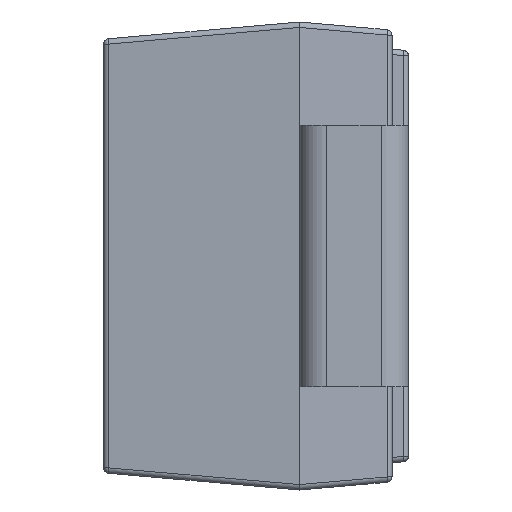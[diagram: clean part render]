
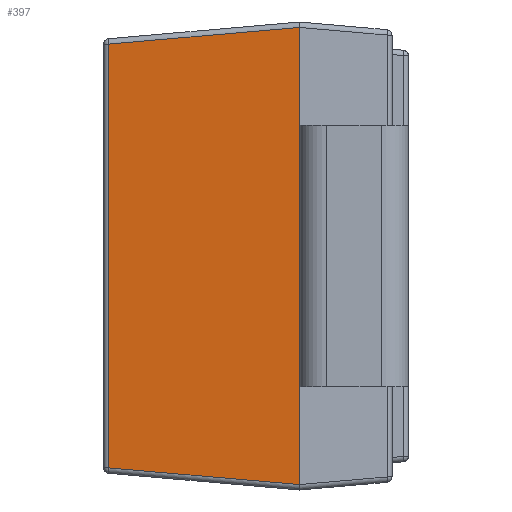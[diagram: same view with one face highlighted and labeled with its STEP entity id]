
A CAD part, left-side view. The second image highlights one B-rep face of the part: STEP entity #397.
In plain terms, the highlighted planar face has unit normal (-0.996, 0.087, 0).
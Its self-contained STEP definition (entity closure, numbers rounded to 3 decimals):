
#17 = AXIS2_PLACEMENT_3D ( 'NONE', #2417, #1484, #342 ) ;
#168 = EDGE_CURVE ( 'NONE', #303, #440, #540, .T. ) ;
#297 = VECTOR ( 'NONE', #1877, 1000. ) ;
#302 = CARTESIAN_POINT ( 'NONE',  ( -3.65, 0.996, -2.101 ) ) ;
#303 = VERTEX_POINT ( 'NONE', #502 ) ;
#342 = DIRECTION ( 'NONE',  ( -0.087, -0.996, 0. ) ) ;
#397 = ADVANCED_FACE ( 'NONE', ( #2021 ), #1104, .T. ) ;
#440 = VERTEX_POINT ( 'NONE', #542 ) ;
#502 = CARTESIAN_POINT ( 'NONE',  ( -3.65, 1., -2.1 ) ) ;
#540 = LINE ( 'NONE', #1601, #1002 ) ;
#542 = CARTESIAN_POINT ( 'NONE',  ( -3.65, 1., 2.1 ) ) ;
#610 = CARTESIAN_POINT ( 'NONE',  ( -3.497, 2.754, -1.993 ) ) ;
#708 = VECTOR ( 'NONE', #1379, 1000. ) ;
#759 = ORIENTED_EDGE ( 'NONE', *, *, #1990, .T. ) ;
#798 = EDGE_CURVE ( 'NONE', #1258, #303, #1106, .T. ) ;
#1002 = VECTOR ( 'NONE', #1610, 1000. ) ;
#1104 = PLANE ( 'NONE',  #17 ) ;
#1106 = LINE ( 'NONE', #302, #1922 ) ;
#1258 = VERTEX_POINT ( 'NONE', #1417 ) ;
#1259 = VERTEX_POINT ( 'NONE', #2394 ) ;
#1313 = LINE ( 'NONE', #610, #297 ) ;
#1379 = DIRECTION ( 'NONE',  ( 0.087, 0.992, -0.087 ) ) ;
#1417 = CARTESIAN_POINT ( 'NONE',  ( -3.497, 2.754, -1.947 ) ) ;
#1484 = DIRECTION ( 'NONE',  ( -0.996, 0.087, 0. ) ) ;
#1601 = CARTESIAN_POINT ( 'NONE',  ( -3.65, 1., -2.15 ) ) ;
#1610 = DIRECTION ( 'NONE',  ( 0., 0., 1. ) ) ;
#1723 = LINE ( 'NONE', #1957, #708 ) ;
#1769 = ORIENTED_EDGE ( 'NONE', *, *, #1942, .T. ) ;
#1829 = ORIENTED_EDGE ( 'NONE', *, *, #168, .T. ) ;
#1830 = DIRECTION ( 'NONE',  ( -0.087, -0.992, -0.087 ) ) ;
#1877 = DIRECTION ( 'NONE',  ( 0., 0., -1. ) ) ;
#1922 = VECTOR ( 'NONE', #1830, 1000. ) ;
#1942 = EDGE_CURVE ( 'NONE', #1259, #1258, #1313, .T. ) ;
#1957 = CARTESIAN_POINT ( 'NONE',  ( -3.618, 1.366, 2.068 ) ) ;
#1990 = EDGE_CURVE ( 'NONE', #440, #1259, #1723, .T. ) ;
#2021 = FACE_OUTER_BOUND ( 'NONE', #2314, .T. ) ;
#2314 = EDGE_LOOP ( 'NONE', ( #1769, #2442, #1829, #759 ) ) ;
#2394 = CARTESIAN_POINT ( 'NONE',  ( -3.497, 2.754, 1.947 ) ) ;
#2417 = CARTESIAN_POINT ( 'NONE',  ( -3.65, 1., -2.15 ) ) ;
#2442 = ORIENTED_EDGE ( 'NONE', *, *, #798, .T. ) ;
